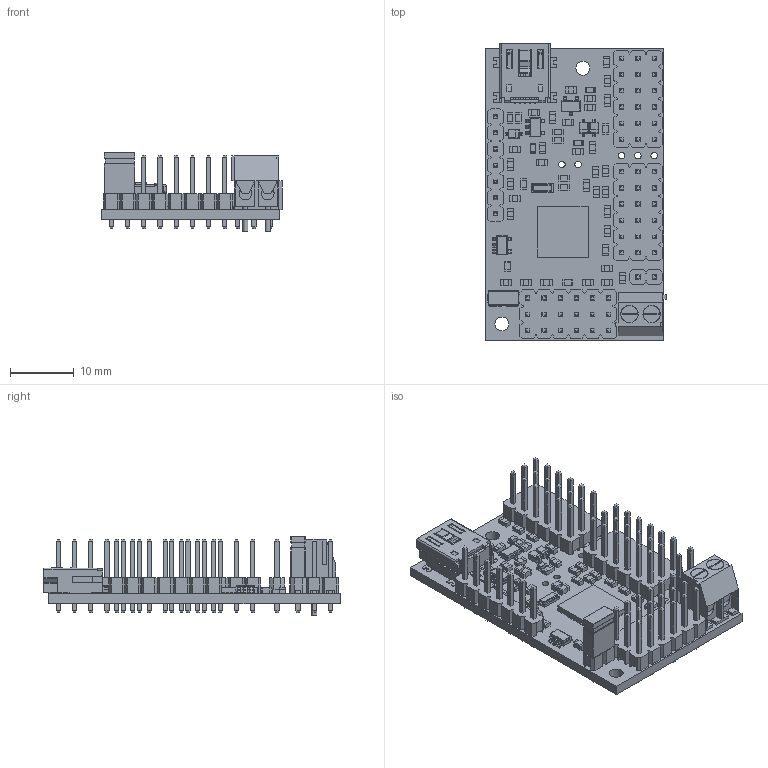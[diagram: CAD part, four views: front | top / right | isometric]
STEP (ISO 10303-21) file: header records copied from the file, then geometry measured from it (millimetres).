
FILE_DESCRIPTION (( 'STEP AP214' ), '1' );
FILE_NAME ('mini-maestro-18-channel-usb-servo-controller.step', '2017-07-05T21:03:45', ( '' ), ( '' ), 'SwSTEP 2.0', 'SolidWorks 2016', '' );
FILE_SCHEMA (( 'AUTOMOTIVE_DESIGN' ));
Length unit declared in the file: millimetre
Products named in the file (1): mini-maestro-18-channel-usb-servo-controller
Bounding box: 28.32 x 46.48 x 12.5 mm (x, y, z)
Volume: 3700.3 mm3; surface area: 7971.6 mm2
Topology: 8 solids, 8 shells, 3615 faces, 9433 edges, 5998 vertices
Faces by surface type: plane 3091, cylinder 338, bspline 170, sphere 12, torus 4
Full cylindrical faces by diameter (mm): 0.8 x2, 1.016 x72, 1.524 x2, 2 x4, 2.184 x2, 2.65 x2, 2.75 x2
Entity records: 153803 total; most frequent: CARTESIAN_POINT 26321, ORIENTED_EDGE 18646, DIRECTION 16415, EDGE_CURVE 9323, VECTOR 8323, LINE 8323, VERTEX_POINT 5988, EDGE_LOOP 4177
